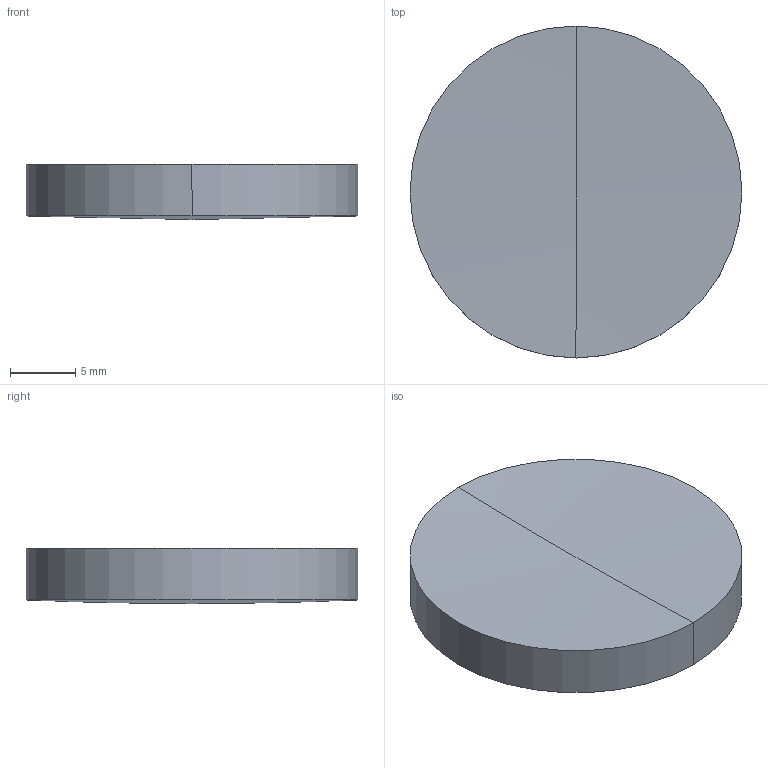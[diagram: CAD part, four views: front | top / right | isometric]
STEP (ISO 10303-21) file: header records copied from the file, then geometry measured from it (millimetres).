
FILE_DESCRIPTION (( 'STEP AP203' ), '1' );
FILE_NAME ('20221-E0W.STEP', '2009-09-14T20:09:28', ( 'Admin' ), ( 'Thorlabs, Inc.' ), 'SwSTEP 2.0', 'SolidWorks 2007', '' );
FILE_SCHEMA (( 'CONFIG_CONTROL_DESIGN' ));
Length unit declared in the file: millimetre
Products named in the file (1): 20221-E0W
Bounding box: 25.4 x 25.4 x 4.22 mm (x, y, z)
Volume: 2012.7 mm3; surface area: 1328.5 mm2
Topology: 1 solids, 1 shells, 6 faces, 10 edges, 6 vertices
Faces by surface type: sphere 4, cylinder 2
Entity records: 223 total; most frequent: DIRECTION 32, CARTESIAN_POINT 23, ORIENTED_EDGE 20, AXIS2_PLACEMENT_3D 15, EDGE_CURVE 10, CIRCLE 8, PERSON_AND_ORGANIZATION 8, ADVANCED_FACE 6
